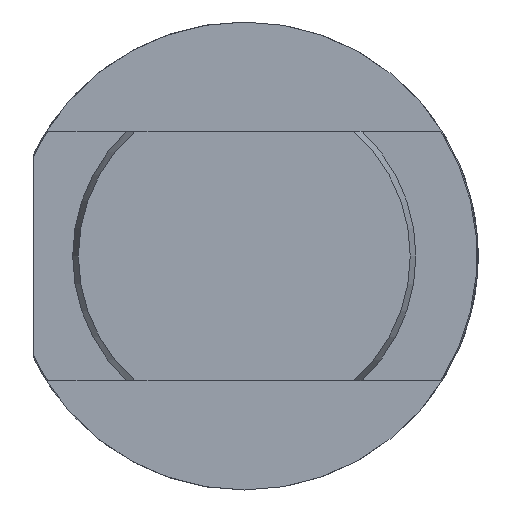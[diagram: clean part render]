
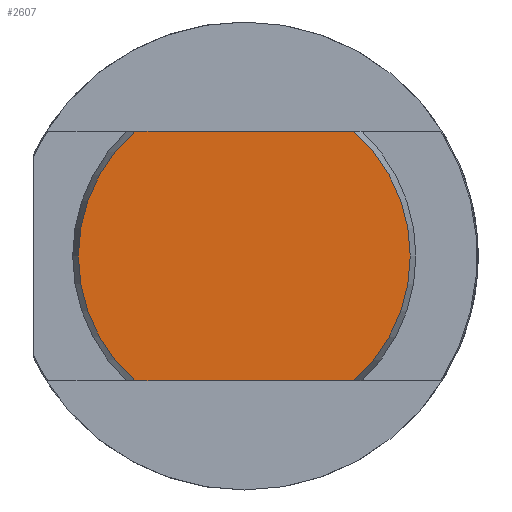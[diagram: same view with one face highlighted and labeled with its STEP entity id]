
A CAD part, left-side view. The second image highlights one B-rep face of the part: STEP entity #2607.
In plain terms, the highlighted planar face has unit normal (-1, 0, 0).
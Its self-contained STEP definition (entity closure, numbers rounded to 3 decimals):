
#65 = FACE_OUTER_BOUND ( 'NONE', #1091, .T. ) ;
#207 = VERTEX_POINT ( 'NONE', #1324 ) ;
#209 = VERTEX_POINT ( 'NONE', #1326 ) ;
#504 = LINE ( 'NONE', #2362, #513 ) ;
#508 = VECTOR ( 'NONE', #2374, 1000. ) ;
#513 = VECTOR ( 'NONE', #2370, 1000. ) ;
#515 = LINE ( 'NONE', #2366, #508 ) ;
#516 = CIRCLE ( 'NONE', #3878, 10.636 ) ;
#525 = CIRCLE ( 'NONE', #3882, 10.636 ) ;
#915 = ORIENTED_EDGE ( 'NONE', *, *, #3517, .F. ) ;
#944 = ORIENTED_EDGE ( 'NONE', *, *, #3516, .T. ) ;
#950 = ORIENTED_EDGE ( 'NONE', *, *, #3529, .T. ) ;
#962 = ORIENTED_EDGE ( 'NONE', *, *, #3515, .F. ) ;
#1091 = EDGE_LOOP ( 'NONE', ( #944, #915, #950, #962 ) ) ;
#1188 = VERTEX_POINT ( 'NONE', #1362 ) ;
#1245 = VERTEX_POINT ( 'NONE', #1421 ) ;
#1324 = CARTESIAN_POINT ( 'NONE',  ( 0., -7.009, -8. ) ) ;
#1326 = CARTESIAN_POINT ( 'NONE',  ( 0., -7.009, 8. ) ) ;
#1362 = CARTESIAN_POINT ( 'NONE',  ( 0., 7.009, 8. ) ) ;
#1421 = CARTESIAN_POINT ( 'NONE',  ( 0., 7.009, -8. ) ) ;
#1672 = CARTESIAN_POINT ( 'NONE',  ( 0., 0., 0. ) ) ;
#1673 = PLANE ( 'NONE',  #3719 ) ;
#1675 = DIRECTION ( 'NONE',  ( 1., 0., 0. ) ) ;
#1676 = DIRECTION ( 'NONE',  ( 0., 0., -1. ) ) ;
#2362 = CARTESIAN_POINT ( 'NONE',  ( 0., 12.75, 8. ) ) ;
#2366 = CARTESIAN_POINT ( 'NONE',  ( 0., 12.75, -8. ) ) ;
#2369 = CARTESIAN_POINT ( 'NONE',  ( 0., 0., 0. ) ) ;
#2370 = DIRECTION ( 'NONE',  ( 0., -1., 0. ) ) ;
#2371 = DIRECTION ( 'NONE',  ( -1., 0., 0. ) ) ;
#2372 = DIRECTION ( 'NONE',  ( 0., 0., -1. ) ) ;
#2374 = DIRECTION ( 'NONE',  ( 0., 1., 0. ) ) ;
#2405 = CARTESIAN_POINT ( 'NONE',  ( 0., 0., 0. ) ) ;
#2413 = DIRECTION ( 'NONE',  ( -1., 0., 0. ) ) ;
#2414 = DIRECTION ( 'NONE',  ( 0., 0., -1. ) ) ;
#2607 = ADVANCED_FACE ( 'NONE', ( #65 ), #1673, .F. ) ;
#3515 = EDGE_CURVE ( 'NONE', #1188, #209, #504, .T. ) ;
#3516 = EDGE_CURVE ( 'NONE', #1188, #1245, #516, .T. ) ;
#3517 = EDGE_CURVE ( 'NONE', #207, #1245, #515, .T. ) ;
#3529 = EDGE_CURVE ( 'NONE', #207, #209, #525, .T. ) ;
#3719 = AXIS2_PLACEMENT_3D ( 'NONE', #1672, #1675, #1676 ) ;
#3878 = AXIS2_PLACEMENT_3D ( 'NONE', #2369, #2371, #2372 ) ;
#3882 = AXIS2_PLACEMENT_3D ( 'NONE', #2405, #2413, #2414 ) ;
